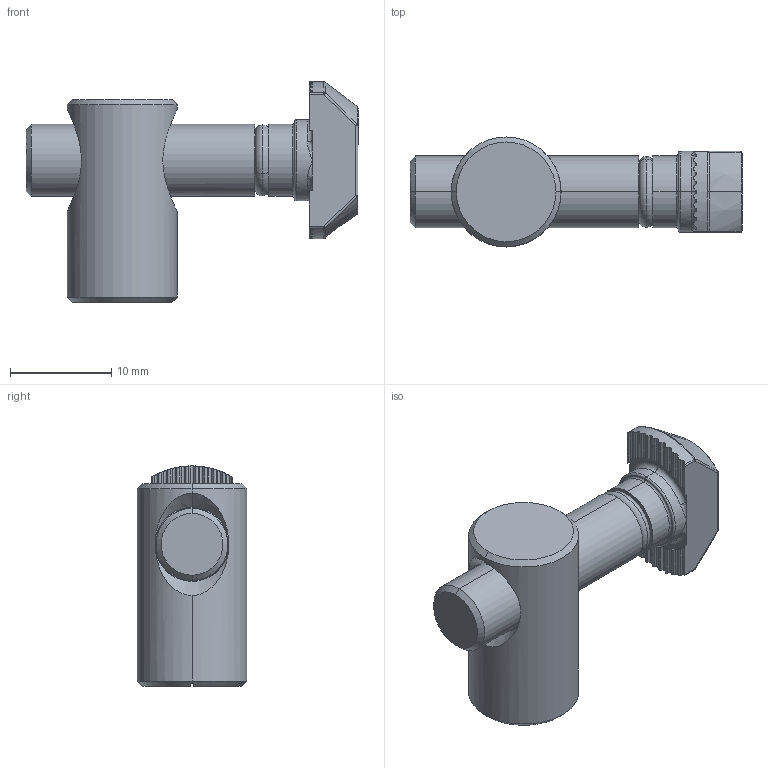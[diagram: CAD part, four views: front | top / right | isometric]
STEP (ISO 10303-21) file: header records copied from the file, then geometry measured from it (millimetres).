
FILE_DESCRIPTION (( 'STEP AP214' ), '1' );
FILE_NAME ('099b08110700.STEP', '2015-12-18T08:14:40', ( '' ), ( '' ), 'SwSTEP 2.0', 'SolidWorks 2015', '' );
FILE_SCHEMA (( 'AUTOMOTIVE_DESIGN' ));
Length unit declared in the file: millimetre
Products named in the file (5): 4Din914M0810MS02_099b08110700-3; 099b08110700R02_099b08110700s02; 340ME409_Standard; 099b08110700R01_Standard; 099b08110700
Assembly tree (4 placements, depth 2):
  099b08110700
    099b08110700R01_Standard
    340ME409_Standard
    099b08110700R02_099b08110700s02
    4Din914M0810MS02_099b08110700-3
Bounding box: 32.8 x 10.85 x 21.75 mm (x, y, z)
Volume: 2761.7 mm3; surface area: 2914.1 mm2
Topology: 4 solids, 4 shells, 360 faces, 881 edges, 517 vertices
Faces by surface type: cylinder 131, cone 114, plane 74, torus 21, bspline 11, sphere 9
Entity records: 13261 total; most frequent: CARTESIAN_POINT 5051, ORIENTED_EDGE 1742, DIRECTION 1565, EDGE_CURVE 871, AXIS2_PLACEMENT_3D 637, VERTEX_POINT 517, EDGE_LOOP 364, ADVANCED_FACE 360
